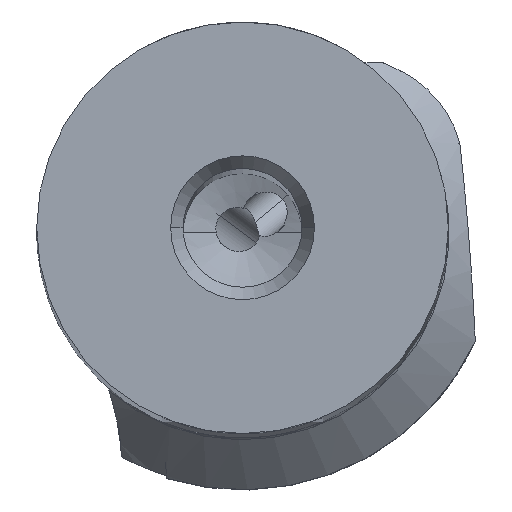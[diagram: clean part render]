
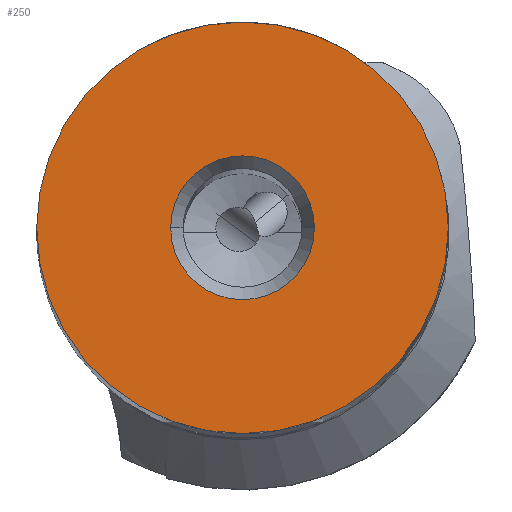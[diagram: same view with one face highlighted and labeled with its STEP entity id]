
A CAD part, top view. The second image highlights one B-rep face of the part: STEP entity #250.
In plain terms, the highlighted planar face has unit normal (0, 0, 1).
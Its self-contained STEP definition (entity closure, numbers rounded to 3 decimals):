
#87=PLANE('',#2146);
#250=ADVANCED_FACE('',(#370,#371),#87,.T.);
#370=FACE_BOUND('',#437,.T.);
#371=FACE_BOUND('',#438,.T.);
#437=EDGE_LOOP('',(#1237,#1238));
#438=EDGE_LOOP('',(#1239,#1240));
#551=CIRCLE('',#2141,6.655);
#552=CIRCLE('',#2143,19.05);
#553=CIRCLE('',#2144,19.05);
#554=CIRCLE('',#2145,6.655);
#1237=ORIENTED_EDGE('',*,*,#1882,.F.);
#1238=ORIENTED_EDGE('',*,*,#1883,.F.);
#1239=ORIENTED_EDGE('',*,*,#1881,.F.);
#1240=ORIENTED_EDGE('',*,*,#1884,.F.);
#1634=VERTEX_POINT('',#3940);
#1635=VERTEX_POINT('',#3942);
#1636=VERTEX_POINT('',#3946);
#1637=VERTEX_POINT('',#3947);
#1881=EDGE_CURVE('',#1635,#1634,#551,.T.);
#1882=EDGE_CURVE('',#1636,#1637,#552,.T.);
#1883=EDGE_CURVE('',#1637,#1636,#553,.T.);
#1884=EDGE_CURVE('',#1634,#1635,#554,.T.);
#2141=AXIS2_PLACEMENT_3D('',#3943,#2561,#2562);
#2143=AXIS2_PLACEMENT_3D('',#3945,#2565,#2566);
#2144=AXIS2_PLACEMENT_3D('',#3948,#2567,#2568);
#2145=AXIS2_PLACEMENT_3D('',#3949,#2569,#2570);
#2146=AXIS2_PLACEMENT_3D('',#3950,#2571,#2572);
#2561=DIRECTION('',(0.,0.,1.));
#2562=DIRECTION('',(1.,0.,0.));
#2565=DIRECTION('',(0.,0.,-1.));
#2566=DIRECTION('',(1.,0.,0.));
#2567=DIRECTION('',(0.,0.,-1.));
#2568=DIRECTION('',(-1.,0.,0.));
#2569=DIRECTION('',(0.,0.,1.));
#2570=DIRECTION('',(-1.,0.,0.));
#2571=DIRECTION('',(0.,0.,1.));
#2572=DIRECTION('',(1.,0.,0.));
#3940=CARTESIAN_POINT('',(-6.655,0.,0.));
#3942=CARTESIAN_POINT('',(6.655,0.,0.));
#3943=CARTESIAN_POINT('',(0.,0.,0.));
#3945=CARTESIAN_POINT('',(0.,0.,0.));
#3946=CARTESIAN_POINT('',(19.05,0.,0.));
#3947=CARTESIAN_POINT('',(-19.05,0.,0.));
#3948=CARTESIAN_POINT('',(0.,0.,0.));
#3949=CARTESIAN_POINT('',(0.,0.,0.));
#3950=CARTESIAN_POINT('',(0.,0.,0.));
